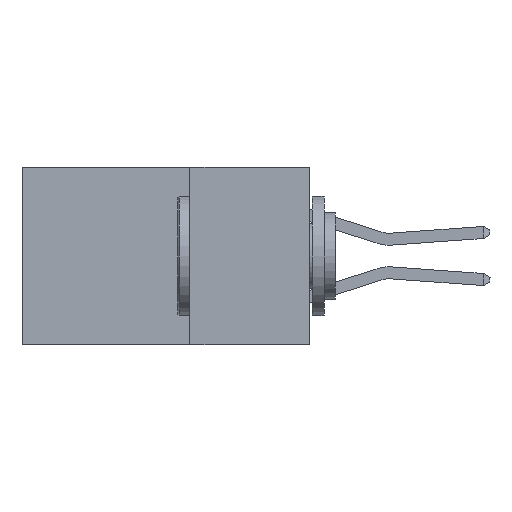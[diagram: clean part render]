
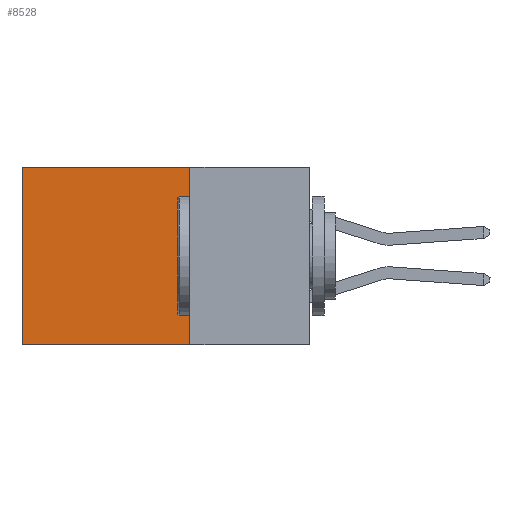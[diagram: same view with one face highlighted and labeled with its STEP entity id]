
A CAD part, left-side view. The second image highlights one B-rep face of the part: STEP entity #8528.
In plain terms, the highlighted planar face has unit normal (-1, 0, 0).
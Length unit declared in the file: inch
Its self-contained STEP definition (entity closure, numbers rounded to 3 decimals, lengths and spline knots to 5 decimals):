
#278 = CARTESIAN_POINT ( 'NONE',  ( 0.2615, 0.6, -0.37 ) ) ;
#2774 = LINE ( 'NONE', #17383, #16569 ) ;
#3289 = CARTESIAN_POINT ( 'NONE',  ( 0.2615, 0.6, 0. ) ) ;
#4915 = ORIENTED_EDGE ( 'NONE', *, *, #7647, .T. ) ;
#5215 = ORIENTED_EDGE ( 'NONE', *, *, #8468, .T. ) ;
#5681 = CARTESIAN_POINT ( 'NONE',  ( 0.2615, 0.25, -0.37 ) ) ;
#5694 = DIRECTION ( 'NONE',  ( 0., 1., 0. ) ) ;
#6647 = EDGE_CURVE ( 'NONE', #17375, #7480, #9202, .T. ) ;
#6884 = VECTOR ( 'NONE', #15354, 39.37008 ) ;
#6983 = EDGE_LOOP ( 'NONE', ( #4915, #12455, #13062, #5215 ) ) ;
#7032 = CARTESIAN_POINT ( 'NONE',  ( 0.2615, 0.25, -0.37 ) ) ;
#7240 = DIRECTION ( 'NONE',  ( 1., 0., 0. ) ) ;
#7480 = VERTEX_POINT ( 'NONE', #278 ) ;
#7490 = DIRECTION ( 'NONE',  ( 0., 1., 0. ) ) ;
#7509 = CARTESIAN_POINT ( 'NONE',  ( 0.2615, 0.25, -0.37 ) ) ;
#7647 = EDGE_CURVE ( 'NONE', #8621, #7480, #2774, .T. ) ;
#7907 = AXIS2_PLACEMENT_3D ( 'NONE', #15495, #7240, #16913 ) ;
#8407 = CARTESIAN_POINT ( 'NONE',  ( 0.2615, 0.25, 0. ) ) ;
#8468 = EDGE_CURVE ( 'NONE', #13382, #8621, #14530, .T. ) ;
#8528 = ADVANCED_FACE ( 'NONE', ( #9585 ), #12662, .F. ) ;
#8621 = VERTEX_POINT ( 'NONE', #3289 ) ;
#9202 = LINE ( 'NONE', #7509, #12417 ) ;
#9585 = FACE_OUTER_BOUND ( 'NONE', #6983, .T. ) ;
#12417 = VECTOR ( 'NONE', #7490, 39.37008 ) ;
#12455 = ORIENTED_EDGE ( 'NONE', *, *, #6647, .F. ) ;
#12662 = PLANE ( 'NONE',  #7907 ) ;
#13062 = ORIENTED_EDGE ( 'NONE', *, *, #16641, .F. ) ;
#13382 = VERTEX_POINT ( 'NONE', #8407 ) ;
#13963 = CARTESIAN_POINT ( 'NONE',  ( 0.2615, 0.25, 0. ) ) ;
#14109 = VECTOR ( 'NONE', #5694, 39.37008 ) ;
#14530 = LINE ( 'NONE', #13963, #14109 ) ;
#15354 = DIRECTION ( 'NONE',  ( 0., 0., -1. ) ) ;
#15495 = CARTESIAN_POINT ( 'NONE',  ( 0.2615, 0.25, -0.37 ) ) ;
#16569 = VECTOR ( 'NONE', #17689, 39.37008 ) ;
#16641 = EDGE_CURVE ( 'NONE', #13382, #17375, #17887, .T. ) ;
#16913 = DIRECTION ( 'NONE',  ( 0., 0., -1. ) ) ;
#17375 = VERTEX_POINT ( 'NONE', #7032 ) ;
#17383 = CARTESIAN_POINT ( 'NONE',  ( 0.2615, 0.6, -0.37 ) ) ;
#17689 = DIRECTION ( 'NONE',  ( 0., 0., -1. ) ) ;
#17887 = LINE ( 'NONE', #5681, #6884 ) ;
